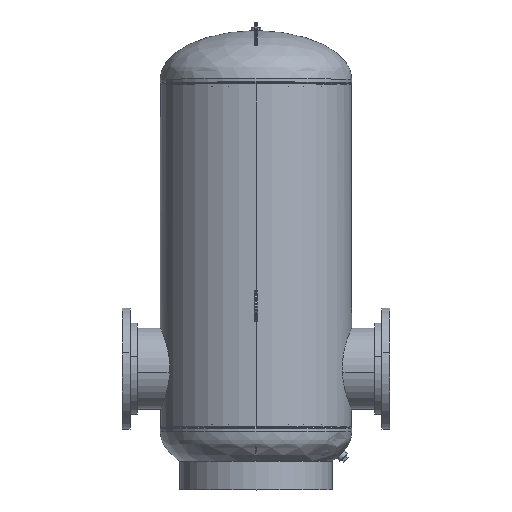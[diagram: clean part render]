
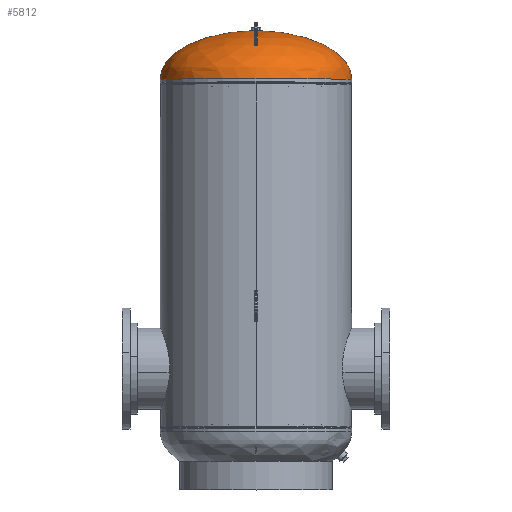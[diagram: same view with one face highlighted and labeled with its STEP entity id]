
A CAD part, top view. The second image highlights one B-rep face of the part: STEP entity #5812.
In plain terms, the highlighted free-form (B-spline) face has degree [3, 3] with [4, 4] control points.
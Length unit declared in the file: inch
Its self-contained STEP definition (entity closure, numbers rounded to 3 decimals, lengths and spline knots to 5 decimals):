
#91 = CARTESIAN_POINT ( 'NONE',  ( 0., 8.36841, 0. ) ) ;
#401 = CARTESIAN_POINT ( 'NONE',  ( 0., 8.36841, 0.625 ) ) ;
#438 = CARTESIAN_POINT ( 'NONE',  ( 15., 0.788, 0. ) ) ;
#715 = CARTESIAN_POINT ( 'NONE',  ( -0.625, 8.36841, 0. ) ) ;
#822 = CARTESIAN_POINT ( 'NONE',  ( 15., 5.08686, 0. ) ) ;
#1227 =( BOUNDED_CURVE ( )  B_SPLINE_CURVE ( 3, ( #5636, #6969, #11385, #11307 ),
 .UNSPECIFIED., .F., .F. ) 
 B_SPLINE_CURVE_WITH_KNOTS ( ( 4, 4 ),
 ( 4.75407, 6.28319 ),
 .UNSPECIFIED. ) 
 CURVE ( )  GEOMETRIC_REPRESENTATION_ITEM ( )  RATIONAL_B_SPLINE_CURVE ( ( 1., 0.814, 0.814, 1. ) ) 
 REPRESENTATION_ITEM ( '' )  );
#1788 =( BOUNDED_SURFACE ( )  B_SPLINE_SURFACE ( 3, 3, ( 
 ( #2890, #12954, #7360, #2969 ),
 ( #14128, #8492, #7506, #7288 ),
 ( #6101, #6247, #6398, #3040 ),
 ( #8721, #13092, #6323, #438 ) ),
 .UNSPECIFIED., .F., .F., .T. ) 
 B_SPLINE_SURFACE_WITH_KNOTS ( ( 4, 4 ),
 ( 4, 4 ),
 ( 0., 1. ),
 ( 0., 1. ),
 .UNSPECIFIED. ) 
 GEOMETRIC_REPRESENTATION_ITEM ( )  RATIONAL_B_SPLINE_SURFACE ( (
 ( 1., 0.333, 0.333, 1.),
 ( 0.814, 0.271, 0.271, 0.814),
 ( 0.814, 0.271, 0.271, 0.814),
 ( 1., 0.333, 0.333, 1.) ) ) 
 REPRESENTATION_ITEM ( '' )  SURFACE ( )  );
#1962 = CIRCLE ( 'NONE', #7924, 15. ) ;
#2423 = ORIENTED_EDGE ( 'NONE', *, *, #3783, .T. ) ;
#2715 = DIRECTION ( 'NONE',  ( -1., 0., 0. ) ) ;
#2890 = CARTESIAN_POINT ( 'NONE',  ( -0.625, 8.36841, 0. ) ) ;
#2969 = CARTESIAN_POINT ( 'NONE',  ( 0.625, 8.36841, 0. ) ) ;
#3040 = CARTESIAN_POINT ( 'NONE',  ( 15., 5.08686, 0. ) ) ;
#3303 =( BOUNDED_CURVE ( )  B_SPLINE_CURVE ( 3, ( #5142, #6194, #822, #7308 ),
 .UNSPECIFIED., .F., .F. ) 
 B_SPLINE_CURVE_WITH_KNOTS ( ( 4, 4 ),
 ( 4.75407, 6.28319 ),
 .UNSPECIFIED. ) 
 CURVE ( )  GEOMETRIC_REPRESENTATION_ITEM ( )  RATIONAL_B_SPLINE_CURVE ( ( 1., 0.814, 0.814, 1. ) ) 
 REPRESENTATION_ITEM ( '' )  );
#3783 = EDGE_CURVE ( 'NONE', #9456, #8487, #1962, .T. ) ;
#5142 = CARTESIAN_POINT ( 'NONE',  ( 0.625, 8.36841, 0. ) ) ;
#5442 = CARTESIAN_POINT ( 'NONE',  ( -15., 0.788, 0. ) ) ;
#5636 = CARTESIAN_POINT ( 'NONE',  ( -0.625, 8.36841, 0. ) ) ;
#5812 = ADVANCED_FACE ( 'NONE', ( #11914 ), #1788, .T. ) ;
#6077 = CARTESIAN_POINT ( 'NONE',  ( 0., 8.36841, 0. ) ) ;
#6101 = CARTESIAN_POINT ( 'NONE',  ( -15., 5.08686, 0. ) ) ;
#6194 = CARTESIAN_POINT ( 'NONE',  ( 9.11675, 8.18929, 0. ) ) ;
#6247 = CARTESIAN_POINT ( 'NONE',  ( -15., 5.08686, 30. ) ) ;
#6323 = CARTESIAN_POINT ( 'NONE',  ( 15., 0.788, 30. ) ) ;
#6398 = CARTESIAN_POINT ( 'NONE',  ( 15., 5.08686, 30. ) ) ;
#6450 = VERTEX_POINT ( 'NONE', #401 ) ;
#6817 = CARTESIAN_POINT ( 'NONE',  ( 0., 0.788, 0. ) ) ;
#6969 = CARTESIAN_POINT ( 'NONE',  ( -9.11675, 8.18929, 0. ) ) ;
#6984 = CARTESIAN_POINT ( 'NONE',  ( 15., 0.788, 0. ) ) ;
#7037 = EDGE_CURVE ( 'NONE', #13739, #8487, #3303, .T. ) ;
#7119 = DIRECTION ( 'NONE',  ( 0., -1., 0. ) ) ;
#7288 = CARTESIAN_POINT ( 'NONE',  ( 9.11675, 8.18929, 0. ) ) ;
#7308 = CARTESIAN_POINT ( 'NONE',  ( 15., 0.788, 0. ) ) ;
#7360 = CARTESIAN_POINT ( 'NONE',  ( 0.625, 8.36841, 1.25 ) ) ;
#7506 = CARTESIAN_POINT ( 'NONE',  ( 9.11675, 8.18929, 18.23349 ) ) ;
#7924 = AXIS2_PLACEMENT_3D ( 'NONE', #6817, #7938, #11290 ) ;
#7938 = DIRECTION ( 'NONE',  ( 0., 1., 0. ) ) ;
#8487 = VERTEX_POINT ( 'NONE', #6984 ) ;
#8492 = CARTESIAN_POINT ( 'NONE',  ( -9.11675, 8.18929, 18.23349 ) ) ;
#8542 = CARTESIAN_POINT ( 'NONE',  ( 0.625, 8.36841, 0. ) ) ;
#8721 = CARTESIAN_POINT ( 'NONE',  ( -15., 0.788, 0. ) ) ;
#8962 = DIRECTION ( 'NONE',  ( -1., 0., 0. ) ) ;
#9038 = DIRECTION ( 'NONE',  ( 0., -1., 0. ) ) ;
#9272 = ORIENTED_EDGE ( 'NONE', *, *, #13724, .T. ) ;
#9456 = VERTEX_POINT ( 'NONE', #5442 ) ;
#9775 = EDGE_CURVE ( 'NONE', #13739, #6450, #13468, .T. ) ;
#10176 = AXIS2_PLACEMENT_3D ( 'NONE', #91, #9038, #8962 ) ;
#10633 = VERTEX_POINT ( 'NONE', #715 ) ;
#10967 = ORIENTED_EDGE ( 'NONE', *, *, #9775, .T. ) ;
#11290 = DIRECTION ( 'NONE',  ( -1., 0., 0. ) ) ;
#11307 = CARTESIAN_POINT ( 'NONE',  ( -15., 0.788, 0. ) ) ;
#11326 = EDGE_LOOP ( 'NONE', ( #9272, #11646, #2423, #12079, #10967 ) ) ;
#11358 = AXIS2_PLACEMENT_3D ( 'NONE', #6077, #7119, #2715 ) ;
#11385 = CARTESIAN_POINT ( 'NONE',  ( -15., 5.08686, 0. ) ) ;
#11646 = ORIENTED_EDGE ( 'NONE', *, *, #13505, .T. ) ;
#11914 = FACE_OUTER_BOUND ( 'NONE', #11326, .T. ) ;
#12079 = ORIENTED_EDGE ( 'NONE', *, *, #7037, .F. ) ;
#12954 = CARTESIAN_POINT ( 'NONE',  ( -0.625, 8.36841, 1.25 ) ) ;
#13092 = CARTESIAN_POINT ( 'NONE',  ( -15., 0.788, 30. ) ) ;
#13468 = CIRCLE ( 'NONE', #10176, 0.625 ) ;
#13505 = EDGE_CURVE ( 'NONE', #10633, #9456, #1227, .T. ) ;
#13724 = EDGE_CURVE ( 'NONE', #6450, #10633, #14179, .T. ) ;
#13739 = VERTEX_POINT ( 'NONE', #8542 ) ;
#14128 = CARTESIAN_POINT ( 'NONE',  ( -9.11675, 8.18929, 0. ) ) ;
#14179 = CIRCLE ( 'NONE', #11358, 0.625 ) ;
